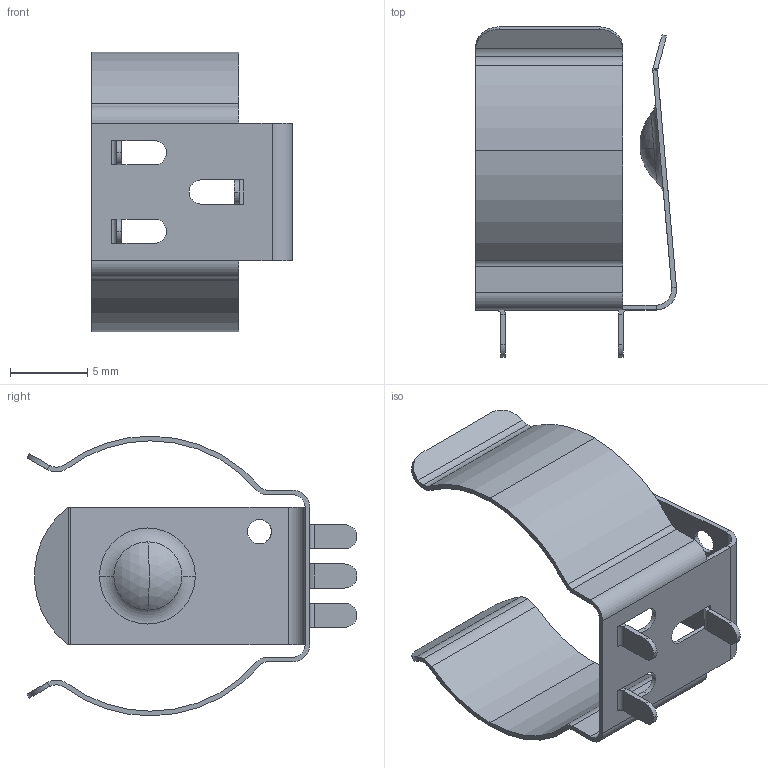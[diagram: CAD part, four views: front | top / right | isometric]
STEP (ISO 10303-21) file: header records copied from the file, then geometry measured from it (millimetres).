
FILE_DESCRIPTION (( 'STEP AP214' ), '1' );
FILE_NAME ('54.STEP', '2023-09-05T14:19:23', ( '' ), ( '' ), 'SwSTEP 2.0', 'SolidWorks 2021', '' );
FILE_SCHEMA (( 'AUTOMOTIVE_DESIGN' ));
Length unit declared in the file: millimetre
Products named in the file (2): 54_54; 54
Assembly tree (1 placements, depth 2):
  54
    54_54
Bounding box: 13 x 21.35 x 18.1 mm (x, y, z)
Volume: 197.6 mm3; surface area: 1359.6 mm2
Topology: 1 solids, 1 shells, 123 faces, 313 edges, 194 vertices
Faces by surface type: plane 65, cylinder 50, sphere 4, torus 4
Entity records: 3783 total; most frequent: DIRECTION 677, CARTESIAN_POINT 658, ORIENTED_EDGE 626, EDGE_CURVE 313, AXIS2_PLACEMENT_3D 245, VERTEX_POINT 194, VECTOR 187, LINE 187
